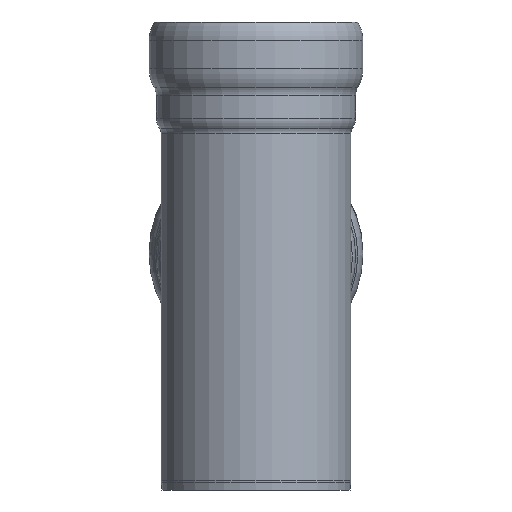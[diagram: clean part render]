
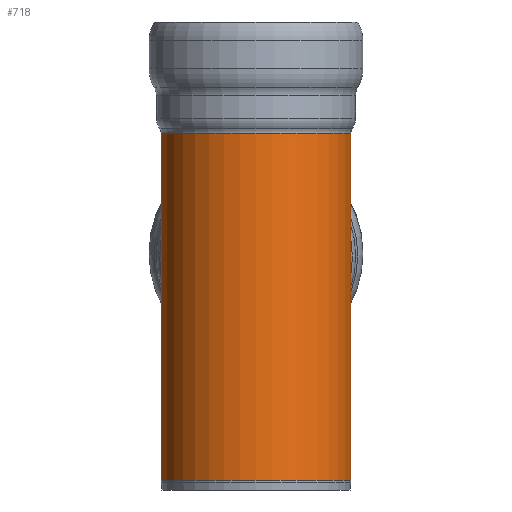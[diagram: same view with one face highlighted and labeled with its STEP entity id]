
A CAD part, left-side view. The second image highlights one B-rep face of the part: STEP entity #718.
In plain terms, the highlighted cylindrical face has radius 1095.5 mm (diameter 2191 mm), a full revolution.
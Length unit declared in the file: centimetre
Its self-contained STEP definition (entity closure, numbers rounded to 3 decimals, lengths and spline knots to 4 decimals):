
#27=CYLINDRICAL_SURFACE('',#816,109.55);
#41=CIRCLE('',#750,109.55);
#42=CIRCLE('',#751,109.55);
#71=CIRCLE('',#792,109.55);
#72=CIRCLE('',#793,109.55);
#168=FACE_OUTER_BOUND('',#213,.T.);
#213=EDGE_LOOP('',(#582,#583,#584,#585,#586,#587,#588,#589,#590,#591));
#244=LINE('',#1301,#264);
#245=LINE('',#1302,#265);
#264=VECTOR('',#1042,109.55);
#265=VECTOR('',#1043,109.55);
#275=ELLIPSE('',#743,151.0255,109.55);
#277=ELLIPSE('',#746,159.1476,109.55);
#284=VERTEX_POINT('',#1179);
#285=VERTEX_POINT('',#1181);
#288=VERTEX_POINT('',#1191);
#289=VERTEX_POINT('',#1193);
#310=VERTEX_POINT('',#1259);
#311=VERTEX_POINT('',#1261);
#354=EDGE_CURVE('',#285,#284,#275,.T.);
#357=EDGE_CURVE('',#284,#285,#277,.T.);
#360=EDGE_CURVE('',#288,#289,#41,.T.);
#361=EDGE_CURVE('',#289,#288,#42,.T.);
#394=EDGE_CURVE('',#311,#310,#71,.T.);
#395=EDGE_CURVE('',#310,#311,#72,.T.);
#414=EDGE_CURVE('',#289,#284,#244,.T.);
#415=EDGE_CURVE('',#284,#311,#245,.T.);
#582=ORIENTED_EDGE('',*,*,#360,.F.);
#583=ORIENTED_EDGE('',*,*,#361,.F.);
#584=ORIENTED_EDGE('',*,*,#414,.T.);
#585=ORIENTED_EDGE('',*,*,#415,.T.);
#586=ORIENTED_EDGE('',*,*,#394,.T.);
#587=ORIENTED_EDGE('',*,*,#395,.T.);
#588=ORIENTED_EDGE('',*,*,#415,.F.);
#589=ORIENTED_EDGE('',*,*,#357,.T.);
#590=ORIENTED_EDGE('',*,*,#354,.T.);
#591=ORIENTED_EDGE('',*,*,#414,.F.);
#718=ADVANCED_FACE('',(#168),#27,.T.);
#743=AXIS2_PLACEMENT_3D('',#1182,#885,#886);
#746=AXIS2_PLACEMENT_3D('',#1186,#892,#893);
#750=AXIS2_PLACEMENT_3D('',#1194,#900,#901);
#751=AXIS2_PLACEMENT_3D('',#1195,#902,#903);
#792=AXIS2_PLACEMENT_3D('',#1262,#988,#989);
#793=AXIS2_PLACEMENT_3D('',#1263,#990,#991);
#816=AXIS2_PLACEMENT_3D('',#1300,#1040,#1041);
#885=DIRECTION('center_axis',(-0.688,0.,
-0.725));
#886=DIRECTION('ref_axis',(0.725,0.,-0.688));
#892=DIRECTION('center_axis',(-0.725,0.,0.688));
#893=DIRECTION('ref_axis',(0.688,0.,0.725));
#900=DIRECTION('center_axis',(0.,0.,
-1.));
#901=DIRECTION('ref_axis',(0.,-1.,0.));
#902=DIRECTION('center_axis',(0.,0.,
-1.));
#903=DIRECTION('ref_axis',(0.,-1.,0.));
#988=DIRECTION('center_axis',(0.,0.,
-1.));
#989=DIRECTION('ref_axis',(0.,-1.,0.));
#990=DIRECTION('center_axis',(0.,0.,
-1.));
#991=DIRECTION('ref_axis',(0.,-1.,0.));
#1040=DIRECTION('center_axis',(0.,0.,
-1.));
#1041=DIRECTION('ref_axis',(0.,1.,0.));
#1042=DIRECTION('',(0.,0.,1.));
#1043=DIRECTION('',(0.,0.,1.));
#1179=CARTESIAN_POINT('',(124.7296,249.7252,-95.));
#1181=CARTESIAN_POINT('',(124.7296,468.8252,-95.));
#1182=CARTESIAN_POINT('Origin',(124.7296,359.2752,-95.));
#1186=CARTESIAN_POINT('Origin',(124.7296,359.2752,-95.));
#1191=CARTESIAN_POINT('',(15.1796,359.2752,-344.0002));
#1193=CARTESIAN_POINT('',(124.7296,249.7252,-344.0002));
#1194=CARTESIAN_POINT('Origin',(124.7296,359.2752,-344.0002));
#1195=CARTESIAN_POINT('Origin',(124.7296,359.2752,-344.0002));
#1259=CARTESIAN_POINT('',(15.1796,359.2752,56.7731));
#1261=CARTESIAN_POINT('',(124.7296,249.7252,56.7731));
#1262=CARTESIAN_POINT('Origin',(124.7296,359.2752,56.7731));
#1263=CARTESIAN_POINT('Origin',(124.7296,359.2752,56.7731));
#1300=CARTESIAN_POINT('Origin',(124.7296,359.2752,-59.1134));
#1301=CARTESIAN_POINT('',(124.7296,249.7252,-59.1134));
#1302=CARTESIAN_POINT('',(124.7296,249.7252,-59.1134));
